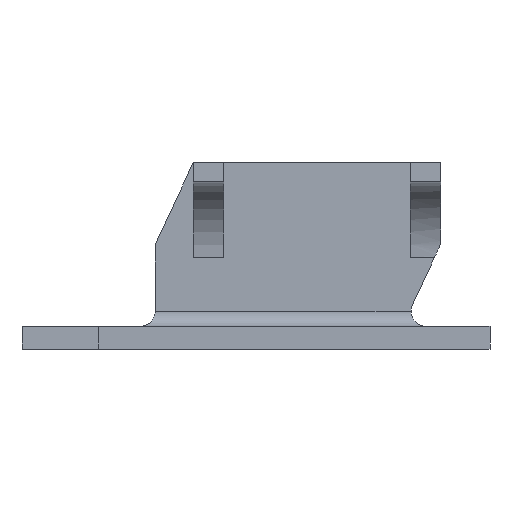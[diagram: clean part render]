
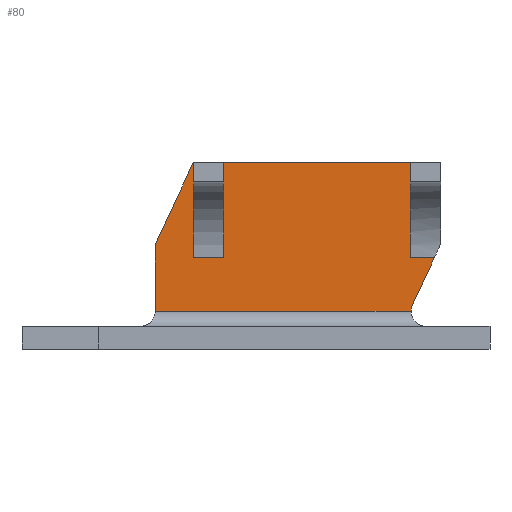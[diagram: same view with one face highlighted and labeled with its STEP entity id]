
A CAD part, front view. The second image highlights one B-rep face of the part: STEP entity #80.
In plain terms, the highlighted planar face has unit normal (0, -1, 0).
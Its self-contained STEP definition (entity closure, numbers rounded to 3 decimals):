
#80=ADVANCED_FACE('',(#153),#124,.T.);
#124=PLANE('',#828);
#153=FACE_OUTER_BOUND('',#189,.T.);
#189=EDGE_LOOP('',(#280,#281,#282,#283,#284,#285,#286,#287,#288,#289,#290,
#291));
#248=CIRCLE('',#826,2.);
#249=CIRCLE('',#827,2.);
#280=ORIENTED_EDGE('',*,*,#570,.T.);
#281=ORIENTED_EDGE('',*,*,#571,.T.);
#282=ORIENTED_EDGE('',*,*,#572,.T.);
#283=ORIENTED_EDGE('',*,*,#573,.T.);
#284=ORIENTED_EDGE('',*,*,#574,.F.);
#285=ORIENTED_EDGE('',*,*,#575,.T.);
#286=ORIENTED_EDGE('',*,*,#576,.T.);
#287=ORIENTED_EDGE('',*,*,#577,.T.);
#288=ORIENTED_EDGE('',*,*,#578,.T.);
#289=ORIENTED_EDGE('',*,*,#579,.T.);
#290=ORIENTED_EDGE('',*,*,#580,.T.);
#291=ORIENTED_EDGE('',*,*,#581,.T.);
#496=VERTEX_POINT('',#1146);
#497=VERTEX_POINT('',#1147);
#498=VERTEX_POINT('',#1149);
#499=VERTEX_POINT('',#1151);
#500=VERTEX_POINT('',#1153);
#501=VERTEX_POINT('',#1155);
#502=VERTEX_POINT('',#1157);
#503=VERTEX_POINT('',#1159);
#504=VERTEX_POINT('',#1161);
#505=VERTEX_POINT('',#1163);
#506=VERTEX_POINT('',#1165);
#507=VERTEX_POINT('',#1167);
#570=EDGE_CURVE('',#496,#497,#676,.T.);
#571=EDGE_CURVE('',#497,#498,#677,.T.);
#572=EDGE_CURVE('',#498,#499,#678,.T.);
#573=EDGE_CURVE('',#499,#500,#679,.T.);
#574=EDGE_CURVE('',#501,#500,#680,.T.);
#575=EDGE_CURVE('',#501,#502,#681,.T.);
#576=EDGE_CURVE('',#502,#503,#682,.T.);
#577=EDGE_CURVE('',#503,#504,#683,.T.);
#578=EDGE_CURVE('',#504,#505,#248,.T.);
#579=EDGE_CURVE('',#505,#506,#684,.T.);
#580=EDGE_CURVE('',#506,#507,#685,.T.);
#581=EDGE_CURVE('',#507,#496,#249,.T.);
#676=LINE('',#1145,#754);
#677=LINE('',#1148,#755);
#678=LINE('',#1150,#756);
#679=LINE('',#1152,#757);
#680=LINE('',#1154,#758);
#681=LINE('',#1156,#759);
#682=LINE('',#1158,#760);
#683=LINE('',#1160,#761);
#684=LINE('',#1164,#762);
#685=LINE('',#1166,#763);
#754=VECTOR('',#913,1.);
#755=VECTOR('',#914,1.);
#756=VECTOR('',#915,1.);
#757=VECTOR('',#916,1.);
#758=VECTOR('',#917,1.);
#759=VECTOR('',#918,1.);
#760=VECTOR('',#919,1.);
#761=VECTOR('',#920,1.);
#762=VECTOR('',#923,1.);
#763=VECTOR('',#924,1.);
#826=AXIS2_PLACEMENT_3D('',#1162,#921,#922);
#827=AXIS2_PLACEMENT_3D('',#1168,#925,#926);
#828=AXIS2_PLACEMENT_3D('',#1169,#927,#928);
#913=DIRECTION('',(0.422,0.,0.907));
#914=DIRECTION('',(-1.,0.,0.));
#915=DIRECTION('',(0.,0.,1.));
#916=DIRECTION('',(-1.,0.,0.));
#917=DIRECTION('',(0.,0.,1.));
#918=DIRECTION('',(-1.,0.,0.));
#919=DIRECTION('',(0.,0.,1.));
#920=DIRECTION('',(-0.422,0.,-0.907));
#921=DIRECTION('',(0.,-1.,0.));
#922=DIRECTION('',(0.,0.,-1.));
#923=DIRECTION('',(0.,0.,-1.));
#924=DIRECTION('',(1.,0.,0.));
#925=DIRECTION('',(0.,1.,0.));
#926=DIRECTION('',(0.,0.,-1.));
#927=DIRECTION('',(0.,-1.,0.));
#928=DIRECTION('',(0.,0.,-1.));
#1145=CARTESIAN_POINT('',(45.,12.5,3.));
#1146=CARTESIAN_POINT('',(46.323,12.5,5.843));
#1147=CARTESIAN_POINT('',(49.186,12.5,12.));
#1148=CARTESIAN_POINT('',(0.,12.5,12.));
#1149=CARTESIAN_POINT('',(46.,12.5,12.));
#1150=CARTESIAN_POINT('',(46.,12.5,22.));
#1151=CARTESIAN_POINT('',(46.,12.5,24.5));
#1152=CARTESIAN_POINT('',(50.,12.5,24.5));
#1153=CARTESIAN_POINT('',(21.5,12.5,24.5));
#1154=CARTESIAN_POINT('',(21.5,12.5,22.));
#1155=CARTESIAN_POINT('',(21.5,12.5,12.));
#1156=CARTESIAN_POINT('',(0.,12.5,12.));
#1157=CARTESIAN_POINT('',(17.5,12.5,12.));
#1158=CARTESIAN_POINT('',(17.5,12.5,22.));
#1159=CARTESIAN_POINT('',(17.5,12.5,24.5));
#1160=CARTESIAN_POINT('',(17.5,12.5,24.5));
#1161=CARTESIAN_POINT('',(12.687,12.5,14.151));
#1162=CARTESIAN_POINT('',(14.5,12.5,13.308));
#1163=CARTESIAN_POINT('',(12.5,12.5,13.308));
#1164=CARTESIAN_POINT('',(12.5,12.5,13.75));
#1165=CARTESIAN_POINT('',(12.5,12.5,5.));
#1166=CARTESIAN_POINT('',(45.,12.5,5.));
#1167=CARTESIAN_POINT('',(46.136,12.5,5.));
#1168=CARTESIAN_POINT('',(48.136,12.5,5.));
#1169=CARTESIAN_POINT('',(0.,12.5,0.));
